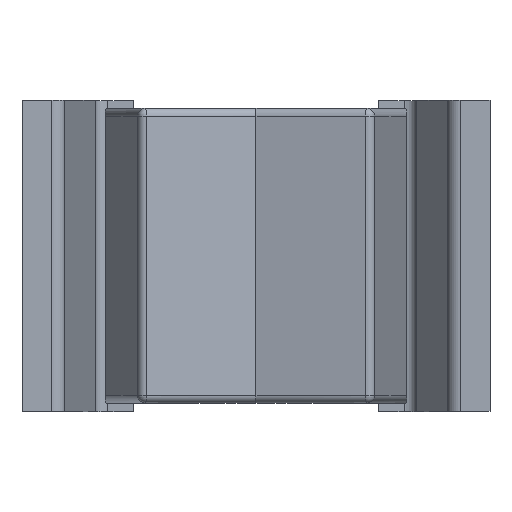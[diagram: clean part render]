
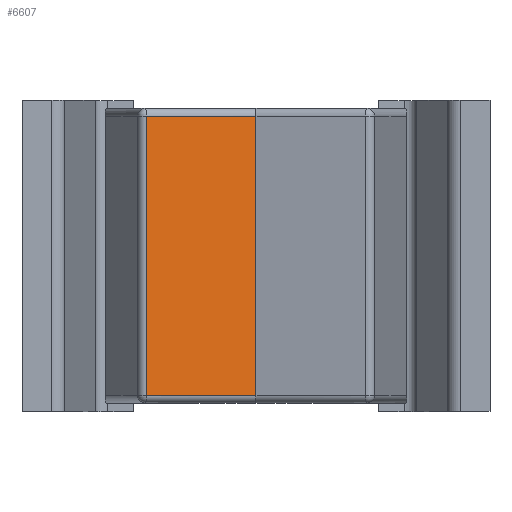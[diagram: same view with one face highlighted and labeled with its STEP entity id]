
A CAD part, top view. The second image highlights one B-rep face of the part: STEP entity #6607.
In plain terms, the highlighted planar face has unit normal (0.216, 0, 0.976).
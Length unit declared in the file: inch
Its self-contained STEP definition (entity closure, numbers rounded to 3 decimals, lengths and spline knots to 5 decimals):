
#319=FACE_OUTER_BOUND('',#713,.T.);
#713=EDGE_LOOP('',(#4418,#4419,#4420,#4421));
#1130=LINE('',#9704,#1914);
#1133=LINE('',#9712,#1917);
#1136=LINE('',#9718,#1920);
#1147=LINE('',#9741,#1931);
#1914=VECTOR('',#7720,0.3937);
#1917=VECTOR('',#7729,0.3937);
#1920=VECTOR('',#7736,0.3937);
#1931=VECTOR('',#7765,0.3937);
#2760=VERTEX_POINT('',#9683);
#2764=VERTEX_POINT('',#9692);
#2766=VERTEX_POINT('',#9697);
#2769=VERTEX_POINT('',#9711);
#3384=EDGE_CURVE('',#2766,#2764,#1130,.T.);
#3388=EDGE_CURVE('',#2769,#2766,#1133,.T.);
#3392=EDGE_CURVE('',#2764,#2760,#1136,.T.);
#3406=EDGE_CURVE('',#2769,#2760,#1147,.T.);
#4418=ORIENTED_EDGE('',*,*,#3392,.F.);
#4419=ORIENTED_EDGE('',*,*,#3384,.F.);
#4420=ORIENTED_EDGE('',*,*,#3388,.F.);
#4421=ORIENTED_EDGE('',*,*,#3406,.T.);
#6295=PLANE('',#7066);
#6607=ADVANCED_FACE('',(#319),#6295,.T.);
#7066=AXIS2_PLACEMENT_3D('',#9740,#7763,#7764);
#7720=DIRECTION('',(0.,1.,0.));
#7729=DIRECTION('',(-0.976,0.,0.216));
#7736=DIRECTION('',(0.976,0.,-0.216));
#7763=DIRECTION('center_axis',(0.216,0.,
0.976));
#7764=DIRECTION('ref_axis',(0.,1.,0.));
#7765=DIRECTION('',(0.,1.,0.));
#9683=CARTESIAN_POINT('',(0.,0.21319,0.75132));
#9692=CARTESIAN_POINT('',(-0.1669,0.21319,0.78832));
#9697=CARTESIAN_POINT('',(-0.1669,-0.21319,0.78832));
#9704=CARTESIAN_POINT('',(-0.1669,0.,0.78832));
#9711=CARTESIAN_POINT('',(0.,-0.21319,0.75132));
#9712=CARTESIAN_POINT('',(0.06417,-0.21319,0.73709));
#9718=CARTESIAN_POINT('',(0.06417,0.21319,0.73709));
#9740=CARTESIAN_POINT('Origin',(0.,0.,
0.75132));
#9741=CARTESIAN_POINT('',(0.,0.,0.75132));
